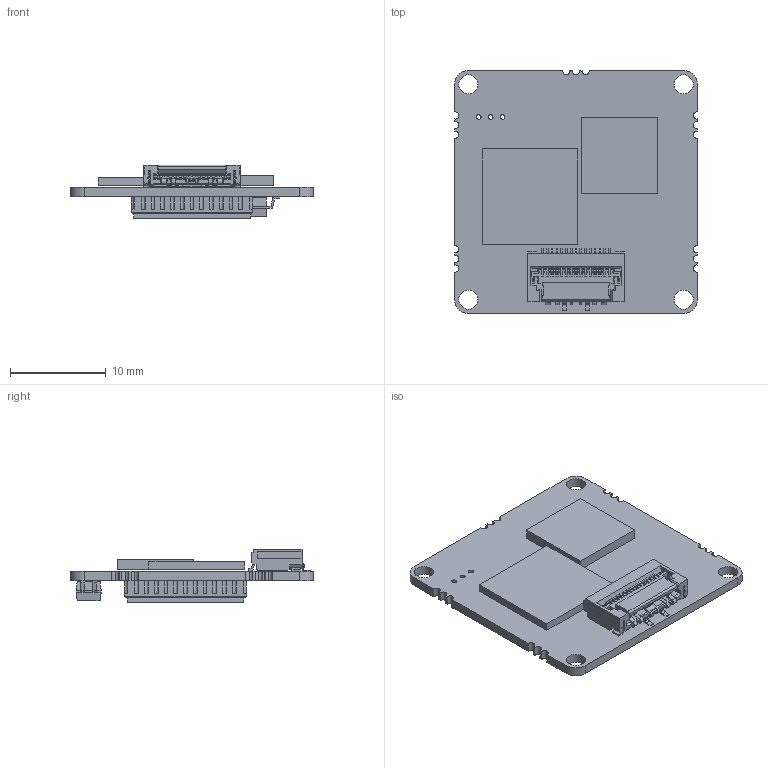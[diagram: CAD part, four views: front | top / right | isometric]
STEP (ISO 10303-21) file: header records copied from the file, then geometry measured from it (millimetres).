
FILE_DESCRIPTION(/* description */ (''),/* implementation_level */ '2;1');
FILE_NAME(/* name */ 'MQ013xG-E2-S7-FL-BRD_01-STP.stp',/* time_stamp */ '2024-04-29T08:00:46+02:00',/* author */ (''),/* organization */ (''),/* preprocessor_version */ 'ST-DEVELOPER v18.102',/* originating_system */ 'SIEMENS PLM Software NX2206.6002',/* authorisation */ '');
FILE_SCHEMA (('AUTOMOTIVE_DESIGN { 1 0 10303 214 3 1 1 1 }'));
Products named in the file (1): 004913_01_1-MQ013xG-E2-S7-FL-BRD
Bounding box: 25.4 x 25.4 x 5.64 mm (x, y, z)
Volume: 1129.4 mm3; surface area: 2981.7 mm2
Topology: 11 solids, 11 shells, 1477 faces, 4909 edges, 3373 vertices
Faces by surface type: plane 1130, cylinder 338, torus 4, cone 4, extrusion 1
Full cylindrical faces by diameter (mm): 0.5 x3, 2 x4
Entity records: 56837 total; most frequent: CARTESIAN_POINT 11530, ORIENTED_EDGE 9816, DIRECTION 8379, EDGE_CURVE 4908, VECTOR 4025, LINE 4024, VERTEX_POINT 3373, AXIS2_PLACEMENT_3D 2177
